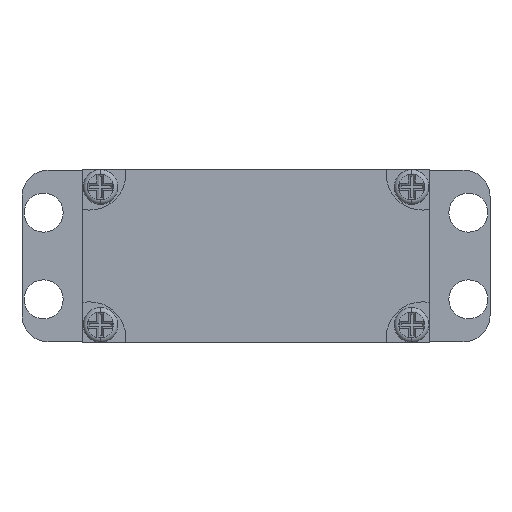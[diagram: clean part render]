
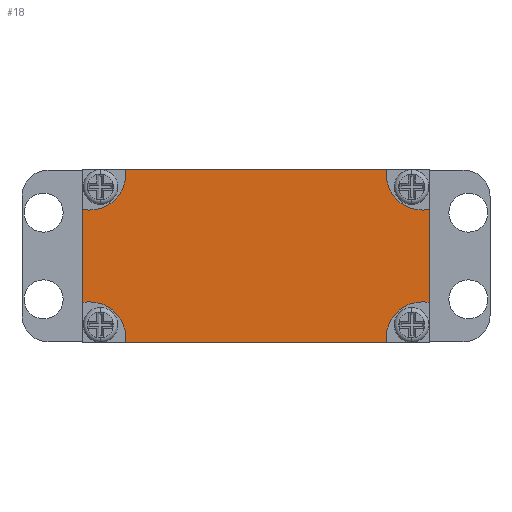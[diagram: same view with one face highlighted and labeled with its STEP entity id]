
A CAD part, left-side view. The second image highlights one B-rep face of the part: STEP entity #18.
In plain terms, the highlighted planar face has unit normal (-1, 0, 0).
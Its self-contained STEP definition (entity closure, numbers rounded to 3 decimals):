
#18 = ADVANCED_FACE ( 'NONE', ( #3808 ), #12149, .F. ) ;
#62 = DIRECTION ( 'NONE',  ( 0., 0., 1. ) ) ;
#127 = CARTESIAN_POINT ( 'NONE',  ( -20., -19.176, 0.55 ) ) ;
#179 = VECTOR ( 'NONE', #10115, 1000. ) ;
#244 = CARTESIAN_POINT ( 'NONE',  ( -20., 19.176, 0.55 ) ) ;
#261 = LINE ( 'NONE', #1330, #12618 ) ;
#426 = CARTESIAN_POINT ( 'NONE',  ( -20., -19.176, 4.702 ) ) ;
#440 = EDGE_CURVE ( 'NONE', #2906, #6800, #3097, .T. ) ;
#554 = ORIENTED_EDGE ( 'NONE', *, *, #1440, .T. ) ;
#735 = EDGE_CURVE ( 'NONE', #9393, #11926, #9640, .T. ) ;
#960 = DIRECTION ( 'NONE',  ( -1., 0., 0. ) ) ;
#1230 = CARTESIAN_POINT ( 'NONE',  ( -20., -15.06, 20. ) ) ;
#1241 = AXIS2_PLACEMENT_3D ( 'NONE', #4240, #12891, #10860 ) ;
#1330 = CARTESIAN_POINT ( 'NONE',  ( -20., -20., 0. ) ) ;
#1377 = DIRECTION ( 'NONE',  ( 0., 0., -1. ) ) ;
#1414 = CARTESIAN_POINT ( 'NONE',  ( -20., 20., 4.62 ) ) ;
#1417 = AXIS2_PLACEMENT_3D ( 'NONE', #12795, #9708, #4709 ) ;
#1440 = EDGE_CURVE ( 'NONE', #10846, #3831, #6102, .T. ) ;
#1802 = VERTEX_POINT ( 'NONE', #10963 ) ;
#1938 = VERTEX_POINT ( 'NONE', #3459 ) ;
#2177 = AXIS2_PLACEMENT_3D ( 'NONE', #127, #3322, #62 ) ;
#2874 = CARTESIAN_POINT ( 'NONE',  ( -20., -20., 20. ) ) ;
#2906 = VERTEX_POINT ( 'NONE', #9714 ) ;
#3053 = AXIS2_PLACEMENT_3D ( 'NONE', #244, #10399, #1377 ) ;
#3097 = CIRCLE ( 'NONE', #1417, 4.152 ) ;
#3322 = DIRECTION ( 'NONE',  ( -1., 0., 0. ) ) ;
#3459 = CARTESIAN_POINT ( 'NONE',  ( -20., -15.06, 0. ) ) ;
#3639 = EDGE_CURVE ( 'NONE', #10846, #1802, #3876, .T. ) ;
#3808 = FACE_OUTER_BOUND ( 'NONE', #8713, .T. ) ;
#3831 = VERTEX_POINT ( 'NONE', #1414 ) ;
#3876 = CIRCLE ( 'NONE', #12072, 4.152 ) ;
#3895 = CIRCLE ( 'NONE', #8520, 4.152 ) ;
#3912 = DIRECTION ( 'NONE',  ( 0., -1., 0. ) ) ;
#4027 = ORIENTED_EDGE ( 'NONE', *, *, #5934, .F. ) ;
#4083 = ORIENTED_EDGE ( 'NONE', *, *, #8108, .F. ) ;
#4210 = EDGE_CURVE ( 'NONE', #6800, #1938, #8698, .T. ) ;
#4240 = CARTESIAN_POINT ( 'NONE',  ( -20., -19.176, 19.45 ) ) ;
#4709 = DIRECTION ( 'NONE',  ( 0., 0., 1. ) ) ;
#4855 = DIRECTION ( 'NONE',  ( 0., 0., -1. ) ) ;
#4977 = CARTESIAN_POINT ( 'NONE',  ( -20., -20., 15.38 ) ) ;
#5066 = CARTESIAN_POINT ( 'NONE',  ( -20., 19.176, 19.45 ) ) ;
#5757 = LINE ( 'NONE', #9762, #7777 ) ;
#5922 = DIRECTION ( 'NONE',  ( 0., 0., 1. ) ) ;
#5934 = EDGE_CURVE ( 'NONE', #12851, #12186, #3895, .T. ) ;
#6102 = LINE ( 'NONE', #8994, #179 ) ;
#6421 = CIRCLE ( 'NONE', #3053, 4.152 ) ;
#6800 = VERTEX_POINT ( 'NONE', #426 ) ;
#7030 = ORIENTED_EDGE ( 'NONE', *, *, #4210, .F. ) ;
#7035 = ORIENTED_EDGE ( 'NONE', *, *, #3639, .F. ) ;
#7055 = VECTOR ( 'NONE', #7293, 1000. ) ;
#7293 = DIRECTION ( 'NONE',  ( 0., 0., -1. ) ) ;
#7649 = EDGE_CURVE ( 'NONE', #12186, #3831, #6421, .T. ) ;
#7777 = VECTOR ( 'NONE', #3912, 1000. ) ;
#7914 = CARTESIAN_POINT ( 'NONE',  ( -20., 19.176, 4.702 ) ) ;
#8108 = EDGE_CURVE ( 'NONE', #11926, #2906, #11109, .T. ) ;
#8520 = AXIS2_PLACEMENT_3D ( 'NONE', #8690, #12574, #12515 ) ;
#8690 = CARTESIAN_POINT ( 'NONE',  ( -20., 19.176, 0.55 ) ) ;
#8698 = CIRCLE ( 'NONE', #2177, 4.152 ) ;
#8713 = EDGE_LOOP ( 'NONE', ( #4083, #11187, #9923, #7035, #554, #8763, #4027, #10234, #7030, #10741 ) ) ;
#8763 = ORIENTED_EDGE ( 'NONE', *, *, #7649, .F. ) ;
#8994 = CARTESIAN_POINT ( 'NONE',  ( -20., 20., 20. ) ) ;
#9074 = CARTESIAN_POINT ( 'NONE',  ( -20., -20., 20. ) ) ;
#9322 = CARTESIAN_POINT ( 'NONE',  ( -20., 15.06, 0. ) ) ;
#9393 = VERTEX_POINT ( 'NONE', #1230 ) ;
#9419 = DIRECTION ( 'NONE',  ( 0., -1., 0. ) ) ;
#9640 = CIRCLE ( 'NONE', #1241, 4.152 ) ;
#9708 = DIRECTION ( 'NONE',  ( -1., 0., 0. ) ) ;
#9714 = CARTESIAN_POINT ( 'NONE',  ( -20., -20., 4.62 ) ) ;
#9762 = CARTESIAN_POINT ( 'NONE',  ( -20., -20., 20. ) ) ;
#9923 = ORIENTED_EDGE ( 'NONE', *, *, #10085, .F. ) ;
#10085 = EDGE_CURVE ( 'NONE', #1802, #9393, #5757, .T. ) ;
#10115 = DIRECTION ( 'NONE',  ( 0., 0., -1. ) ) ;
#10234 = ORIENTED_EDGE ( 'NONE', *, *, #12562, .T. ) ;
#10399 = DIRECTION ( 'NONE',  ( -1., 0., 0. ) ) ;
#10574 = AXIS2_PLACEMENT_3D ( 'NONE', #2874, #12029, #4855 ) ;
#10741 = ORIENTED_EDGE ( 'NONE', *, *, #440, .F. ) ;
#10846 = VERTEX_POINT ( 'NONE', #12030 ) ;
#10860 = DIRECTION ( 'NONE',  ( 0., 0., -1. ) ) ;
#10963 = CARTESIAN_POINT ( 'NONE',  ( -20., 15.06, 20. ) ) ;
#11109 = LINE ( 'NONE', #9074, #7055 ) ;
#11187 = ORIENTED_EDGE ( 'NONE', *, *, #735, .F. ) ;
#11926 = VERTEX_POINT ( 'NONE', #4977 ) ;
#12029 = DIRECTION ( 'NONE',  ( 1., 0., 0. ) ) ;
#12030 = CARTESIAN_POINT ( 'NONE',  ( -20., 20., 15.38 ) ) ;
#12072 = AXIS2_PLACEMENT_3D ( 'NONE', #5066, #960, #5922 ) ;
#12149 = PLANE ( 'NONE',  #10574 ) ;
#12186 = VERTEX_POINT ( 'NONE', #7914 ) ;
#12515 = DIRECTION ( 'NONE',  ( 0., 0., -1. ) ) ;
#12562 = EDGE_CURVE ( 'NONE', #12851, #1938, #261, .T. ) ;
#12574 = DIRECTION ( 'NONE',  ( -1., 0., 0. ) ) ;
#12618 = VECTOR ( 'NONE', #9419, 1000. ) ;
#12795 = CARTESIAN_POINT ( 'NONE',  ( -20., -19.176, 0.55 ) ) ;
#12851 = VERTEX_POINT ( 'NONE', #9322 ) ;
#12891 = DIRECTION ( 'NONE',  ( -1., 0., 0. ) ) ;
